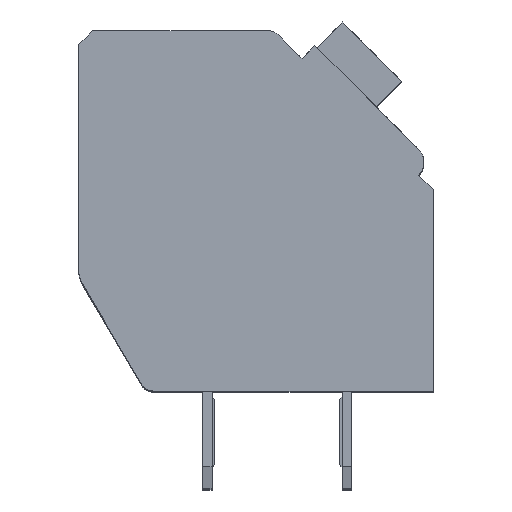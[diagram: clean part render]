
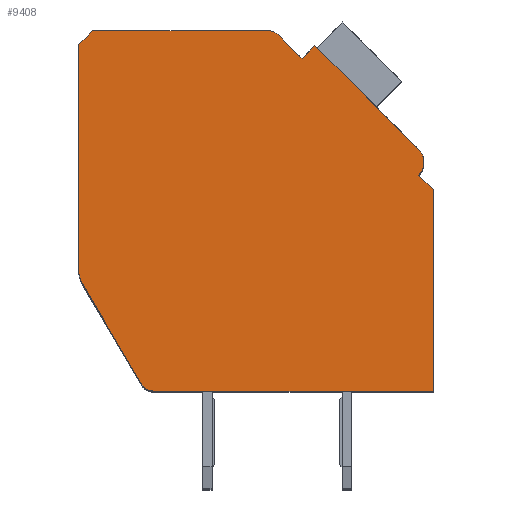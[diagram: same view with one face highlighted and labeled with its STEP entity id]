
A CAD part, top view. The second image highlights one B-rep face of the part: STEP entity #9408.
In plain terms, the highlighted planar face has unit normal (0, 0, 1).
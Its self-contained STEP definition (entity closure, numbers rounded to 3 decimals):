
#243=DIRECTION('',(0.,-1.,0.));
#244=VECTOR('',#243,8.053);
#245=CARTESIAN_POINT('',(-12.7,12.4,2.1));
#246=LINE('',#245,#244);
#247=DIRECTION('',(-0.707,-0.707,0.));
#248=VECTOR('',#247,0.707);
#249=CARTESIAN_POINT('',(-12.2,12.9,2.1));
#250=LINE('',#249,#248);
#251=DIRECTION('',(-1.,0.,0.));
#252=VECTOR('',#251,6.298);
#253=CARTESIAN_POINT('',(-5.902,12.9,2.1));
#254=LINE('',#253,#252);
#255=CARTESIAN_POINT('',(-5.902,12.4,2.1));
#256=DIRECTION('',(0.,0.,1.));
#257=DIRECTION('',(0.707,0.707,0.));
#258=AXIS2_PLACEMENT_3D('',#255,#256,#257);
#260=DIRECTION('',(-0.707,0.707,0.));
#261=VECTOR('',#260,1.197);
#262=CARTESIAN_POINT('',(-4.702,11.907,2.1));
#263=LINE('',#262,#261);
#264=DIRECTION('',(-0.707,-0.707,0.));
#265=VECTOR('',#264,0.65);
#266=CARTESIAN_POINT('',(-4.243,12.367,2.1));
#267=LINE('',#266,#265);
#268=DIRECTION('',(-0.707,0.707,0.));
#269=VECTOR('',#268,5.25);
#270=CARTESIAN_POINT('',(-0.53,8.655,2.1));
#271=LINE('',#270,#269);
#272=CARTESIAN_POINT('',(-0.99,8.195,2.1));
#273=DIRECTION('',(0.,0.,1.));
#274=DIRECTION('',(0.707,-0.707,0.));
#275=AXIS2_PLACEMENT_3D('',#272,#273,#274);
#277=DIRECTION('',(-0.707,0.707,0.));
#278=VECTOR('',#277,0.75);
#279=CARTESIAN_POINT('',(0.,7.205,2.1));
#280=LINE('',#279,#278);
#281=DIRECTION('',(0.,1.,0.));
#282=VECTOR('',#281,7.205);
#283=CARTESIAN_POINT('',(0.,0.,2.1));
#284=LINE('',#283,#282);
#285=DIRECTION('',(1.,0.,0.));
#286=VECTOR('',#285,10.014);
#287=CARTESIAN_POINT('',(-10.014,0.,2.1));
#288=LINE('',#287,#286);
#289=CARTESIAN_POINT('',(-10.014,0.5,2.1));
#290=DIRECTION('',(0.,0.,1.));
#291=DIRECTION('',(-0.862,-0.508,0.));
#292=AXIS2_PLACEMENT_3D('',#289,#290,#291);
#294=DIRECTION('',(0.508,-0.862,0.));
#295=VECTOR('',#294,4.17);
#296=CARTESIAN_POINT('',(-12.562,3.839,2.1));
#297=LINE('',#296,#295);
#298=CARTESIAN_POINT('',(-11.7,4.347,2.1));
#299=DIRECTION('',(0.,0.,1.));
#300=DIRECTION('',(-1.,0.,0.));
#301=AXIS2_PLACEMENT_3D('',#298,#299,#300);
#7028=CARTESIAN_POINT('',(-12.7,12.4,2.1));
#7029=CARTESIAN_POINT('',(-12.7,4.347,2.1));
#7030=VERTEX_POINT('',#7028);
#7031=VERTEX_POINT('',#7029);
#7032=CARTESIAN_POINT('',(-12.562,3.839,2.1));
#7033=VERTEX_POINT('',#7032);
#7034=CARTESIAN_POINT('',(-10.445,0.246,2.1));
#7035=VERTEX_POINT('',#7034);
#7036=CARTESIAN_POINT('',(-10.014,0.,2.1));
#7037=VERTEX_POINT('',#7036);
#7038=CARTESIAN_POINT('',(0.,0.,2.1));
#7039=VERTEX_POINT('',#7038);
#7040=CARTESIAN_POINT('',(0.,7.205,2.1));
#7041=VERTEX_POINT('',#7040);
#7042=CARTESIAN_POINT('',(-0.53,7.735,2.1));
#7043=VERTEX_POINT('',#7042);
#7044=CARTESIAN_POINT('',(-0.53,8.655,2.1));
#7045=VERTEX_POINT('',#7044);
#7046=CARTESIAN_POINT('',(-4.243,12.367,2.1));
#7047=VERTEX_POINT('',#7046);
#7048=CARTESIAN_POINT('',(-4.702,11.907,2.1));
#7049=VERTEX_POINT('',#7048);
#7050=CARTESIAN_POINT('',(-5.548,12.754,2.1));
#7051=VERTEX_POINT('',#7050);
#7052=CARTESIAN_POINT('',(-5.902,12.9,2.1));
#7053=VERTEX_POINT('',#7052);
#7054=CARTESIAN_POINT('',(-12.2,12.9,2.1));
#7055=VERTEX_POINT('',#7054);
#9375=CARTESIAN_POINT('',(0.,0.,2.1));
#9376=DIRECTION('',(0.,0.,1.));
#9377=DIRECTION('',(1.,0.,0.));
#9378=AXIS2_PLACEMENT_3D('',#9375,#9376,#9377);
#9379=PLANE('',#9378);
#9380=ORIENTED_EDGE('',*,*,#9174,.F.);
#9382=ORIENTED_EDGE('',*,*,#9381,.F.);
#9384=ORIENTED_EDGE('',*,*,#9383,.F.);
#9386=ORIENTED_EDGE('',*,*,#9385,.F.);
#9388=ORIENTED_EDGE('',*,*,#9387,.F.);
#9390=ORIENTED_EDGE('',*,*,#9389,.F.);
#9392=ORIENTED_EDGE('',*,*,#9391,.F.);
#9394=ORIENTED_EDGE('',*,*,#9393,.F.);
#9396=ORIENTED_EDGE('',*,*,#9395,.F.);
#9398=ORIENTED_EDGE('',*,*,#9397,.F.);
#9400=ORIENTED_EDGE('',*,*,#9399,.F.);
#9402=ORIENTED_EDGE('',*,*,#9401,.F.);
#9404=ORIENTED_EDGE('',*,*,#9403,.F.);
#9405=ORIENTED_EDGE('',*,*,#9263,.F.);
#9406=EDGE_LOOP('',(#9380,#9382,#9384,#9386,#9388,#9390,#9392,#9394,#9396,#9398,
#9400,#9402,#9404,#9405));
#9407=FACE_OUTER_BOUND('',#9406,.F.);
#259=CIRCLE('',#258,0.5);
#276=CIRCLE('',#275,0.65);
#293=CIRCLE('',#292,0.5);
#302=CIRCLE('',#301,1.);
#9174=EDGE_CURVE('',#7030,#7031,#246,.T.);
#9263=EDGE_CURVE('',#7031,#7033,#302,.T.);
#9381=EDGE_CURVE('',#7055,#7030,#250,.T.);
#9383=EDGE_CURVE('',#7053,#7055,#254,.T.);
#9385=EDGE_CURVE('',#7051,#7053,#259,.T.);
#9387=EDGE_CURVE('',#7049,#7051,#263,.T.);
#9389=EDGE_CURVE('',#7047,#7049,#267,.T.);
#9391=EDGE_CURVE('',#7045,#7047,#271,.T.);
#9393=EDGE_CURVE('',#7043,#7045,#276,.T.);
#9395=EDGE_CURVE('',#7041,#7043,#280,.T.);
#9397=EDGE_CURVE('',#7039,#7041,#284,.T.);
#9399=EDGE_CURVE('',#7037,#7039,#288,.T.);
#9401=EDGE_CURVE('',#7035,#7037,#293,.T.);
#9403=EDGE_CURVE('',#7033,#7035,#297,.T.);
#9408=ADVANCED_FACE('',(#9407),#9379,.T.);
